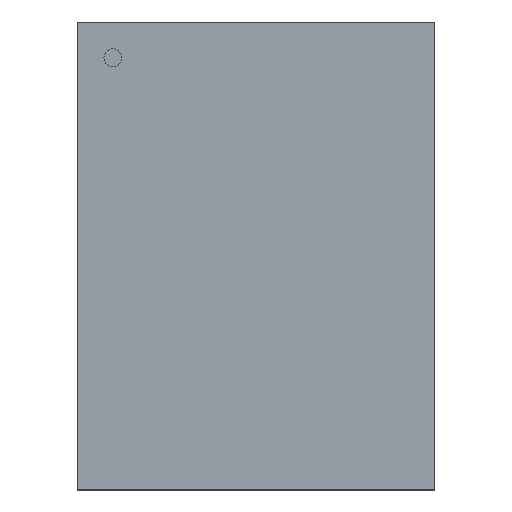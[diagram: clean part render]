
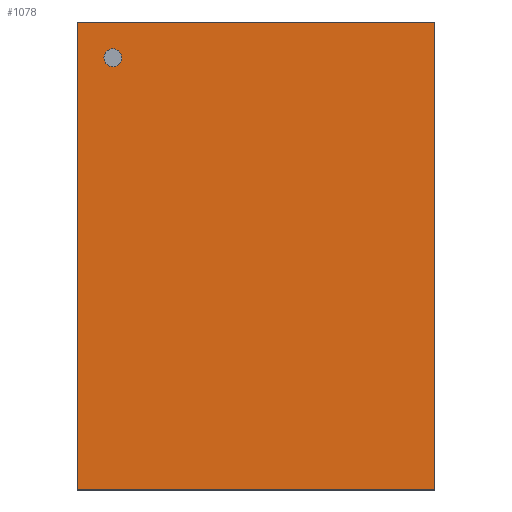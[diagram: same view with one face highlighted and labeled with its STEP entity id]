
A CAD part, top view. The second image highlights one B-rep face of the part: STEP entity #1078.
In plain terms, the highlighted planar face has unit normal (0, 0, 1).
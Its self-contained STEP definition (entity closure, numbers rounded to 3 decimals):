
#854=CARTESIAN_POINT('',(4.051,-5.296,1.194));
#853=VERTEX_POINT('',#854);
#864=CARTESIAN_POINT('',(-4.051,-5.296,1.194));
#863=VERTEX_POINT('',#864);
#862=EDGE_CURVE('',#863,#853,#867,.T.);
#867=LINE('',#864,#869);
#869=VECTOR('',#870,8.103);
#870=DIRECTION('',(1.0,0.0,0.0));
#903=CARTESIAN_POINT('',(4.051,5.296,1.194));
#902=VERTEX_POINT('',#903);
#911=EDGE_CURVE('',#853,#902,#916,.T.);
#916=LINE('',#854,#918);
#918=VECTOR('',#919,10.592);
#919=DIRECTION('',(0.0,1.0,0.0));
#952=CARTESIAN_POINT('',(-4.051,5.296,1.194));
#951=VERTEX_POINT('',#952);
#960=EDGE_CURVE('',#902,#951,#965,.T.);
#965=LINE('',#903,#967);
#967=VECTOR('',#968,8.103);
#968=DIRECTION('',(-1.0,0.0,0.0));
#1009=EDGE_CURVE('',#951,#863,#1014,.T.);
#1014=LINE('',#952,#1016);
#1016=VECTOR('',#1017,10.592);
#1017=DIRECTION('',(0.0,-1.0,0.0));
#1078=ADVANCED_FACE('',(#1084),#1079,.T.);
#1079=PLANE('',#1080);
#1080=AXIS2_PLACEMENT_3D('',#1081,#1082,#1083);
#1081=CARTESIAN_POINT('',(-4.051,-5.296,1.194));
#1082=DIRECTION('',(0.0,0.0,1.0));
#1083=DIRECTION('',(0.,1.,0.));
#1084=FACE_OUTER_BOUND('',#1085,.T.);
#1085=EDGE_LOOP('',(#1086,#1096,#1106,#1116));
#1086=ORIENTED_EDGE('',*,*,#862,.T.);
#1096=ORIENTED_EDGE('',*,*,#911,.T.);
#1106=ORIENTED_EDGE('',*,*,#960,.T.);
#1116=ORIENTED_EDGE('',*,*,#1009,.T.);
